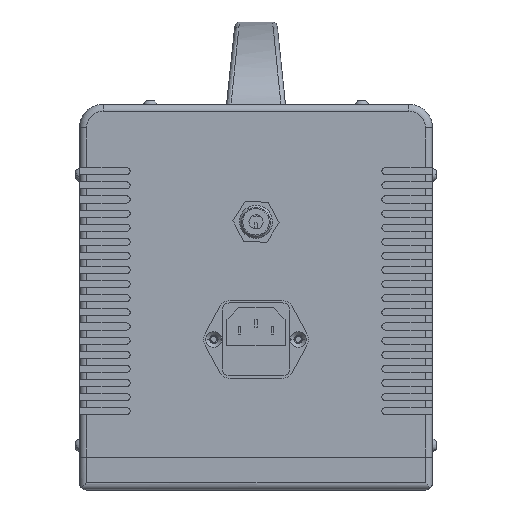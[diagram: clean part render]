
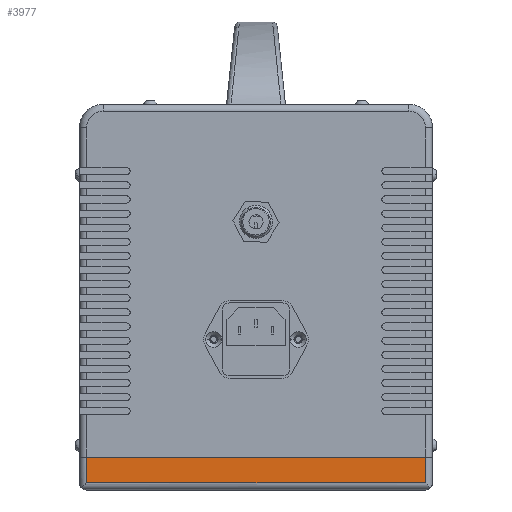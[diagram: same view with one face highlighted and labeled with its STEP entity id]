
A CAD part, left-side view. The second image highlights one B-rep face of the part: STEP entity #3977.
In plain terms, the highlighted planar face has unit normal (-1, 0, 0).
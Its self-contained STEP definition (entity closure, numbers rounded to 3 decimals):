
#127 = CARTESIAN_POINT ( 'NONE',  ( -163.745, -62.847, 4. ) ) ;
#492 = VECTOR ( 'NONE', #32385, 1000. ) ;
#3270 = VECTOR ( 'NONE', #15362, 1000. ) ;
#3977 = ADVANCED_FACE ( 'NONE', ( #7010 ), #26619, .F. ) ;
#4131 = VERTEX_POINT ( 'NONE', #22161 ) ;
#4594 = ORIENTED_EDGE ( 'NONE', *, *, #23577, .F. ) ;
#5575 = EDGE_CURVE ( 'NONE', #32373, #4131, #15792, .T. ) ;
#7010 = FACE_OUTER_BOUND ( 'NONE', #19055, .T. ) ;
#7342 = LINE ( 'NONE', #9521, #492 ) ;
#8334 = AXIS2_PLACEMENT_3D ( 'NONE', #11566, #26395, #13571 ) ;
#8949 = VECTOR ( 'NONE', #27400, 1000. ) ;
#9053 = VERTEX_POINT ( 'NONE', #12667 ) ;
#9521 = CARTESIAN_POINT ( 'NONE',  ( -163.745, 84.153, -7. ) ) ;
#10033 = VERTEX_POINT ( 'NONE', #17242 ) ;
#11009 = CARTESIAN_POINT ( 'NONE',  ( -163.745, 81.153, 4. ) ) ;
#11341 = EDGE_CURVE ( 'NONE', #4131, #9053, #7342, .T. ) ;
#11566 = CARTESIAN_POINT ( 'NONE',  ( -163.745, 84.153, 4. ) ) ;
#11977 = VECTOR ( 'NONE', #23871, 1000. ) ;
#12667 = CARTESIAN_POINT ( 'NONE',  ( -163.745, -62.847, -7. ) ) ;
#13497 = CARTESIAN_POINT ( 'NONE',  ( -163.745, 84.153, 4. ) ) ;
#13571 = DIRECTION ( 'NONE',  ( 0., 1., 0. ) ) ;
#15011 = CARTESIAN_POINT ( 'NONE',  ( -163.745, 81.153, 4. ) ) ;
#15362 = DIRECTION ( 'NONE',  ( 0., 0., 1. ) ) ;
#15792 = LINE ( 'NONE', #15011, #8949 ) ;
#16491 = EDGE_CURVE ( 'NONE', #9053, #10033, #32956, .T. ) ;
#16703 = ORIENTED_EDGE ( 'NONE', *, *, #5575, .T. ) ;
#17242 = CARTESIAN_POINT ( 'NONE',  ( -163.745, -62.847, 4. ) ) ;
#19055 = EDGE_LOOP ( 'NONE', ( #16703, #24116, #27714, #4594 ) ) ;
#22161 = CARTESIAN_POINT ( 'NONE',  ( -163.745, 81.153, -7. ) ) ;
#23577 = EDGE_CURVE ( 'NONE', #32373, #10033, #27960, .T. ) ;
#23871 = DIRECTION ( 'NONE',  ( 0., -1., 0. ) ) ;
#24116 = ORIENTED_EDGE ( 'NONE', *, *, #11341, .T. ) ;
#26395 = DIRECTION ( 'NONE',  ( 1., 0., 0. ) ) ;
#26619 = PLANE ( 'NONE',  #8334 ) ;
#27400 = DIRECTION ( 'NONE',  ( 0., 0., -1. ) ) ;
#27714 = ORIENTED_EDGE ( 'NONE', *, *, #16491, .T. ) ;
#27960 = LINE ( 'NONE', #13497, #11977 ) ;
#32373 = VERTEX_POINT ( 'NONE', #11009 ) ;
#32385 = DIRECTION ( 'NONE',  ( 0., -1., 0. ) ) ;
#32956 = LINE ( 'NONE', #127, #3270 ) ;
